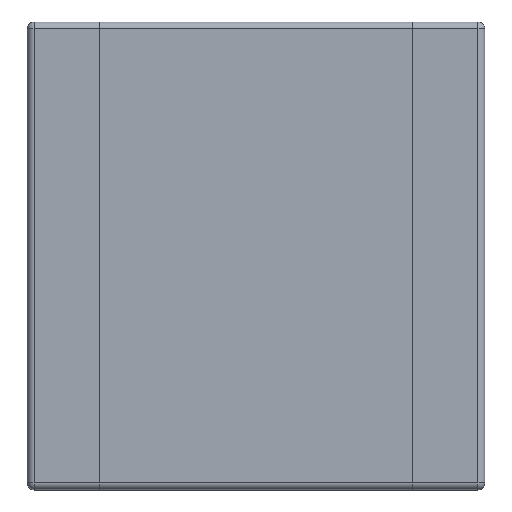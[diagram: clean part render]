
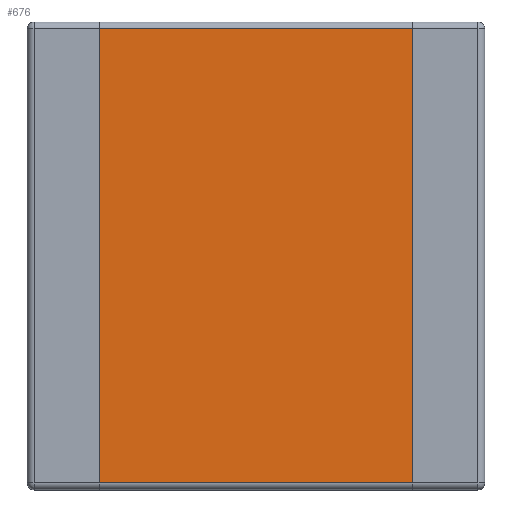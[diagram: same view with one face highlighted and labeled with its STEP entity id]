
A CAD part, top view. The second image highlights one B-rep face of the part: STEP entity #676.
In plain terms, the highlighted planar face has unit normal (0, 0, 1).
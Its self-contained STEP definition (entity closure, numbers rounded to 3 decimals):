
#28=PLANE($,#751);
#65=LINE($,#1123,#121);
#66=LINE($,#1127,#122);
#67=LINE($,#1131,#123);
#68=LINE($,#1132,#124);
#121=VECTOR($,#904,6.6);
#122=VECTOR($,#909,4.55);
#123=VECTOR($,#914,4.55);
#124=VECTOR($,#915,6.6);
#192=FACE_OUTER_BOUND($,#238,.T.);
#238=EDGE_LOOP($,(#546,#547,#548,#549));
#331=VERTEX_POINT($,#1120);
#332=VERTEX_POINT($,#1122);
#333=VERTEX_POINT($,#1126);
#334=VERTEX_POINT($,#1130);
#405=EDGE_CURVE($,#332,#331,#65,.T.);
#407=EDGE_CURVE($,#332,#333,#66,.T.);
#409=EDGE_CURVE($,#334,#331,#67,.T.);
#410=EDGE_CURVE($,#334,#333,#68,.T.);
#546=ORIENTED_EDGE($,*,*,#407,.F.);
#547=ORIENTED_EDGE($,*,*,#405,.T.);
#548=ORIENTED_EDGE($,*,*,#409,.F.);
#549=ORIENTED_EDGE($,*,*,#410,.T.);
#676=ADVANCED_FACE($,(#192),#28,.T.);
#751=AXIS2_PLACEMENT_3D($,#1129,#912,#913);
#904=DIRECTION($,(0.,1.,0.));
#909=DIRECTION($,(-1.,0.,0.));
#912=DIRECTION('center_axis',(0.,0.,1.));
#913=DIRECTION('ref_axis',(1.,0.,0.));
#914=DIRECTION($,(1.,0.,0.));
#915=DIRECTION($,(0.,-1.,0.));
#1120=CARTESIAN_POINT('',(2.275,3.3,1.8));
#1122=CARTESIAN_POINT('',(2.275,-3.3,1.8));
#1123=CARTESIAN_POINT($,(2.275,3.4,1.8));
#1126=CARTESIAN_POINT('',(-2.275,-3.3,1.8));
#1127=CARTESIAN_POINT($,(-1.138,-3.3,1.8));
#1129=CARTESIAN_POINT('Origin',(0.,0.,
1.8));
#1130=CARTESIAN_POINT('',(-2.275,3.3,1.8));
#1131=CARTESIAN_POINT($,(1.138,3.3,1.8));
#1132=CARTESIAN_POINT($,(-2.275,-3.4,1.8));
